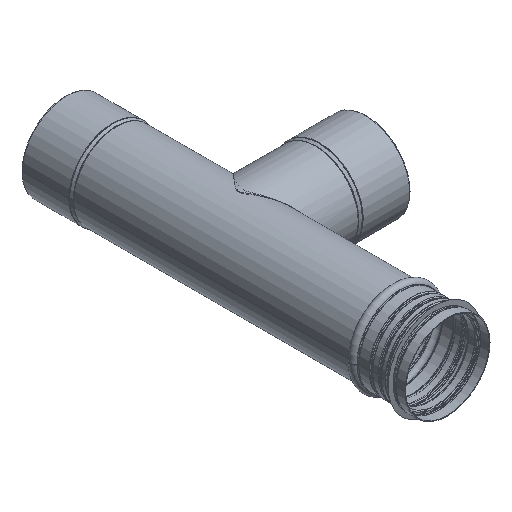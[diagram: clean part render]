
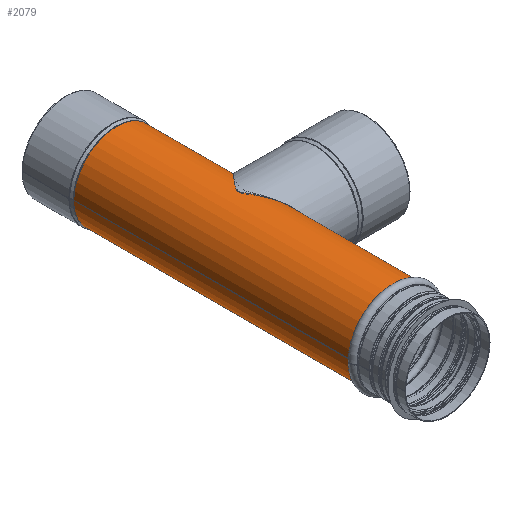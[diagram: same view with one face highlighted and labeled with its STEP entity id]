
A CAD part, isometric view. The second image highlights one B-rep face of the part: STEP entity #2079.
In plain terms, the highlighted cylindrical face has radius 63.5 mm (diameter 127 mm), a partial arc.
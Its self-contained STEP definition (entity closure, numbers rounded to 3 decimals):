
#170=CIRCLE('',#2308,63.5);
#171=CIRCLE('',#2310,63.5);
#265=LINE('',#3467,#389);
#282=LINE('',#3518,#406);
#389=VECTOR('',#2564,410.859);
#406=VECTOR('',#2613,410.859);
#546=FACE_BOUND('',#789,.T.);
#643=FACE_OUTER_BOUND('',#788,.T.);
#788=EDGE_LOOP('',(#1603,#1604,#1605,#1606));
#789=EDGE_LOOP('',(#1607));
#873=B_SPLINE_CURVE_WITH_KNOTS('',3,(#3258,#3259,#3260,#3261,#3262,#3263,
#3264,#3265,#3266,#3267,#3268,#3269,#3270,#3271,#3272,#3273,#3274,#3275,
#3276,#3277,#3278,#3279,#3280,#3281,#3282,#3283,#3284,#3285,#3286,#3287,
#3288,#3289,#3290,#3291,#3292,#3293,#3294,#3295,#3296,#3297,#3298,#3299,
#3300,#3301,#3302,#3303,#3304,#3305,#3306,#3307,#3308,#3309,#3310,#3311,
#3312,#3313,#3314,#3315,#3316,#3317,#3318,#3319,#3320,#3321,#3322,#3323,
#3324,#3325,#3326,#3327,#3328,#3329,#3330,#3331,#3332,#3333,#3334,#3335,
#3336,#3337,#3338,#3339,#3340,#3341,#3342,#3343,#3344,#3345,#3346,#3347),
 .UNSPECIFIED.,.T.,.F.,(4,2,2,2,2,2,2,2,2,2,2,2,2,2,2,2,2,2,2,2,2,2,2,2,
2,2,2,2,2,2,2,2,2,2,2,2,2,2,2,2,2,2,2,2,4),(0.,0.383,0.766,
1.532,2.299,3.065,4.597,6.129,
7.405,8.68,9.956,11.231,12.506,
13.782,15.057,16.333,17.865,19.397,
20.164,20.93,21.696,22.079,22.462,
22.845,23.228,23.995,24.761,25.527,
27.059,28.592,29.867,31.142,32.418,
33.693,34.969,36.244,37.519,38.795,
40.327,41.86,42.626,43.392,44.158,
44.541,44.924),.UNSPECIFIED.);
#877=VERTEX_POINT('',#3257);
#916=VERTEX_POINT('',#3460);
#918=VERTEX_POINT('',#3466);
#934=VERTEX_POINT('',#3511);
#936=VERTEX_POINT('',#3517);
#1025=EDGE_CURVE('',#877,#877,#873,.T.);
#1084=EDGE_CURVE('',#918,#916,#265,.T.);
#1109=EDGE_CURVE('',#934,#936,#282,.T.);
#1204=EDGE_CURVE('',#934,#918,#170,.T.);
#1205=EDGE_CURVE('',#936,#916,#171,.T.);
#1603=ORIENTED_EDGE('',*,*,#1084,.T.);
#1604=ORIENTED_EDGE('',*,*,#1205,.F.);
#1605=ORIENTED_EDGE('',*,*,#1109,.F.);
#1606=ORIENTED_EDGE('',*,*,#1204,.T.);
#1607=ORIENTED_EDGE('',*,*,#1025,.T.);
#1836=CYLINDRICAL_SURFACE('',#2309,63.5);
#2079=ADVANCED_FACE('',(#643,#546),#1836,.T.);
#2308=AXIS2_PLACEMENT_3D('',#3705,#2857,#2858);
#2309=AXIS2_PLACEMENT_3D('',#3706,#2859,#2860);
#2310=AXIS2_PLACEMENT_3D('',#3707,#2861,#2862);
#2564=DIRECTION('',(0.,-1.,0.));
#2613=DIRECTION('',(0.,-1.,0.));
#2857=DIRECTION('center_axis',(0.,-1.,0.));
#2858=DIRECTION('ref_axis',(-1.,0.,0.));
#2859=DIRECTION('center_axis',(0.,-1.,0.));
#2860=DIRECTION('ref_axis',(-1.,0.,0.));
#2861=DIRECTION('center_axis',(0.,-1.,0.));
#2862=DIRECTION('ref_axis',(-1.,0.,0.));
#3257=CARTESIAN_POINT('',(13.72,320.,62.));
#3258=CARTESIAN_POINT('Ctrl Pts',(13.72,320.,62.));
#3259=CARTESIAN_POINT('Ctrl Pts',(13.72,321.277,62.));
#3260=CARTESIAN_POINT('Ctrl Pts',(13.896,322.451,61.962));
#3261=CARTESIAN_POINT('Ctrl Pts',(14.454,324.67,61.834));
#3262=CARTESIAN_POINT('Ctrl Pts',(14.835,325.715,61.744));
#3263=CARTESIAN_POINT('Ctrl Pts',(16.171,328.749,61.413));
#3264=CARTESIAN_POINT('Ctrl Pts',(17.303,330.633,61.111));
#3265=CARTESIAN_POINT('Ctrl Pts',(19.817,334.365,60.343));
#3266=CARTESIAN_POINT('Ctrl Pts',(21.196,336.194,59.878));
#3267=CARTESIAN_POINT('Ctrl Pts',(24.095,339.838,58.771));
#3268=CARTESIAN_POINT('Ctrl Pts',(25.617,341.652,58.129));
#3269=CARTESIAN_POINT('Ctrl Pts',(30.32,347.1,55.902));
#3270=CARTESIAN_POINT('Ctrl Pts',(33.595,350.692,54.027));
#3271=CARTESIAN_POINT('Ctrl Pts',(39.974,357.567,49.494));
#3272=CARTESIAN_POINT('Ctrl Pts',(43.08,360.847,46.834));
#3273=CARTESIAN_POINT('Ctrl Pts',(48.316,366.332,41.349));
#3274=CARTESIAN_POINT('Ctrl Pts',(50.66,368.77,38.479));
#3275=CARTESIAN_POINT('Ctrl Pts',(54.944,373.207,32.066));
#3276=CARTESIAN_POINT('Ctrl Pts',(56.883,375.205,28.522));
#3277=CARTESIAN_POINT('Ctrl Pts',(60.09,378.504,20.937));
#3278=CARTESIAN_POINT('Ctrl Pts',(61.361,379.808,16.888));
#3279=CARTESIAN_POINT('Ctrl Pts',(63.066,381.556,8.545));
#3280=CARTESIAN_POINT('Ctrl Pts',(63.5,382.,4.251));
#3281=CARTESIAN_POINT('Ctrl Pts',(63.5,382.,-4.251));
#3282=CARTESIAN_POINT('Ctrl Pts',(63.066,381.556,-8.545));
#3283=CARTESIAN_POINT('Ctrl Pts',(61.361,379.808,-16.888));
#3284=CARTESIAN_POINT('Ctrl Pts',(60.09,378.504,-20.937));
#3285=CARTESIAN_POINT('Ctrl Pts',(56.883,375.205,-28.522));
#3286=CARTESIAN_POINT('Ctrl Pts',(54.944,373.207,-32.066));
#3287=CARTESIAN_POINT('Ctrl Pts',(50.66,368.77,-38.479));
#3288=CARTESIAN_POINT('Ctrl Pts',(48.316,366.332,-41.349));
#3289=CARTESIAN_POINT('Ctrl Pts',(43.08,360.847,-46.834));
#3290=CARTESIAN_POINT('Ctrl Pts',(39.974,357.567,-49.494));
#3291=CARTESIAN_POINT('Ctrl Pts',(33.595,350.692,-54.027));
#3292=CARTESIAN_POINT('Ctrl Pts',(30.32,347.1,-55.902));
#3293=CARTESIAN_POINT('Ctrl Pts',(25.617,341.652,-58.129));
#3294=CARTESIAN_POINT('Ctrl Pts',(24.095,339.838,-58.771));
#3295=CARTESIAN_POINT('Ctrl Pts',(21.196,336.194,-59.878));
#3296=CARTESIAN_POINT('Ctrl Pts',(19.817,334.365,-60.343));
#3297=CARTESIAN_POINT('Ctrl Pts',(17.303,330.633,-61.111));
#3298=CARTESIAN_POINT('Ctrl Pts',(16.171,328.749,-61.413));
#3299=CARTESIAN_POINT('Ctrl Pts',(14.835,325.715,-61.744));
#3300=CARTESIAN_POINT('Ctrl Pts',(14.454,324.67,-61.834));
#3301=CARTESIAN_POINT('Ctrl Pts',(13.896,322.451,-61.962));
#3302=CARTESIAN_POINT('Ctrl Pts',(13.72,321.277,-62.));
#3303=CARTESIAN_POINT('Ctrl Pts',(13.72,318.723,-62.));
#3304=CARTESIAN_POINT('Ctrl Pts',(13.896,317.549,-61.962));
#3305=CARTESIAN_POINT('Ctrl Pts',(14.454,315.33,-61.834));
#3306=CARTESIAN_POINT('Ctrl Pts',(14.835,314.285,-61.744));
#3307=CARTESIAN_POINT('Ctrl Pts',(16.171,311.251,-61.413));
#3308=CARTESIAN_POINT('Ctrl Pts',(17.303,309.367,-61.111));
#3309=CARTESIAN_POINT('Ctrl Pts',(19.817,305.635,-60.343));
#3310=CARTESIAN_POINT('Ctrl Pts',(21.196,303.806,-59.878));
#3311=CARTESIAN_POINT('Ctrl Pts',(24.095,300.162,-58.771));
#3312=CARTESIAN_POINT('Ctrl Pts',(25.617,298.348,-58.129));
#3313=CARTESIAN_POINT('Ctrl Pts',(30.32,292.9,-55.902));
#3314=CARTESIAN_POINT('Ctrl Pts',(33.595,289.308,-54.027));
#3315=CARTESIAN_POINT('Ctrl Pts',(39.974,282.433,-49.494));
#3316=CARTESIAN_POINT('Ctrl Pts',(43.08,279.153,-46.834));
#3317=CARTESIAN_POINT('Ctrl Pts',(48.316,273.668,-41.349));
#3318=CARTESIAN_POINT('Ctrl Pts',(50.66,271.23,-38.479));
#3319=CARTESIAN_POINT('Ctrl Pts',(54.944,266.793,-32.066));
#3320=CARTESIAN_POINT('Ctrl Pts',(56.883,264.795,-28.522));
#3321=CARTESIAN_POINT('Ctrl Pts',(60.09,261.496,-20.937));
#3322=CARTESIAN_POINT('Ctrl Pts',(61.361,260.192,-16.888));
#3323=CARTESIAN_POINT('Ctrl Pts',(63.066,258.444,-8.545));
#3324=CARTESIAN_POINT('Ctrl Pts',(63.5,258.,-4.251));
#3325=CARTESIAN_POINT('Ctrl Pts',(63.5,258.,4.251));
#3326=CARTESIAN_POINT('Ctrl Pts',(63.066,258.444,8.545));
#3327=CARTESIAN_POINT('Ctrl Pts',(61.361,260.192,16.888));
#3328=CARTESIAN_POINT('Ctrl Pts',(60.09,261.496,20.937));
#3329=CARTESIAN_POINT('Ctrl Pts',(56.883,264.795,28.522));
#3330=CARTESIAN_POINT('Ctrl Pts',(54.944,266.793,32.066));
#3331=CARTESIAN_POINT('Ctrl Pts',(50.66,271.23,38.479));
#3332=CARTESIAN_POINT('Ctrl Pts',(48.316,273.668,41.349));
#3333=CARTESIAN_POINT('Ctrl Pts',(43.08,279.153,46.834));
#3334=CARTESIAN_POINT('Ctrl Pts',(39.974,282.433,49.494));
#3335=CARTESIAN_POINT('Ctrl Pts',(33.595,289.308,54.027));
#3336=CARTESIAN_POINT('Ctrl Pts',(30.32,292.9,55.902));
#3337=CARTESIAN_POINT('Ctrl Pts',(25.617,298.348,58.129));
#3338=CARTESIAN_POINT('Ctrl Pts',(24.095,300.162,58.771));
#3339=CARTESIAN_POINT('Ctrl Pts',(21.196,303.806,59.878));
#3340=CARTESIAN_POINT('Ctrl Pts',(19.817,305.635,60.343));
#3341=CARTESIAN_POINT('Ctrl Pts',(17.303,309.367,61.111));
#3342=CARTESIAN_POINT('Ctrl Pts',(16.171,311.251,61.413));
#3343=CARTESIAN_POINT('Ctrl Pts',(14.835,314.285,61.744));
#3344=CARTESIAN_POINT('Ctrl Pts',(14.454,315.33,61.834));
#3345=CARTESIAN_POINT('Ctrl Pts',(13.896,317.549,61.962));
#3346=CARTESIAN_POINT('Ctrl Pts',(13.72,318.723,62.));
#3347=CARTESIAN_POINT('Ctrl Pts',(13.72,320.,62.));
#3460=CARTESIAN_POINT('',(-63.5,83.828,0.111));
#3466=CARTESIAN_POINT('',(-63.5,494.688,0.111));
#3467=CARTESIAN_POINT('',(-63.5,494.688,0.111));
#3511=CARTESIAN_POINT('',(-63.5,494.688,0.));
#3517=CARTESIAN_POINT('',(-63.5,83.828,0.));
#3518=CARTESIAN_POINT('',(-63.5,494.688,0.));
#3705=CARTESIAN_POINT('Origin',(0.,494.688,0.));
#3706=CARTESIAN_POINT('Origin',(0.,279.233,0.));
#3707=CARTESIAN_POINT('Origin',(0.,83.828,0.));
